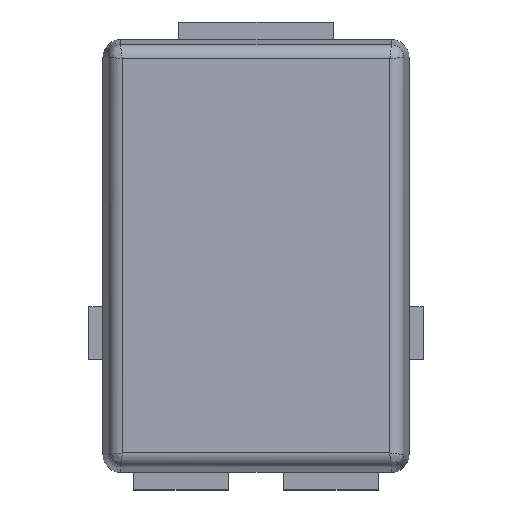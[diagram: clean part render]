
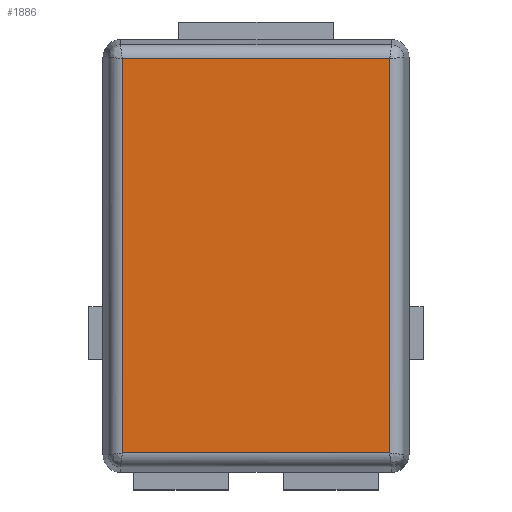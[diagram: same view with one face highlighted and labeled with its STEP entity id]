
A CAD part, top view. The second image highlights one B-rep face of the part: STEP entity #1886.
In plain terms, the highlighted planar face has unit normal (0, 0, 1).
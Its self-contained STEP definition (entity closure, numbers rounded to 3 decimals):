
#56 = DIRECTION ( 'NONE',  ( -1., 0., 0. ) ) ;
#78 = EDGE_CURVE ( 'NONE', #2221, #1566, #2070, .T. ) ;
#82 = CARTESIAN_POINT ( 'NONE',  ( -1.9, 4.3, 1.2 ) ) ;
#144 = EDGE_LOOP ( 'NONE', ( #2469, #1421, #870, #2208 ) ) ;
#177 = CARTESIAN_POINT ( 'NONE',  ( -1.925, 4.275, 1.2 ) ) ;
#275 = LINE ( 'NONE', #2202, #1777 ) ;
#299 = DIRECTION ( 'NONE',  ( 0., -1., 0. ) ) ;
#374 = CARTESIAN_POINT ( 'NONE',  ( 1.9, -1.325, 1.2 ) ) ;
#411 = DIRECTION ( 'NONE',  ( 0., 1., 0. ) ) ;
#507 = VECTOR ( 'NONE', #299, 1000. ) ;
#596 = LINE ( 'NONE', #2120, #2064 ) ;
#600 = CARTESIAN_POINT ( 'NONE',  ( -1.925, 4.3, 1.2 ) ) ;
#653 = LINE ( 'NONE', #82, #507 ) ;
#701 = AXIS2_PLACEMENT_3D ( 'NONE', #600, #1359, #2122 ) ;
#870 = ORIENTED_EDGE ( 'NONE', *, *, #2413, .T. ) ;
#1022 = VECTOR ( 'NONE', #56, 1000. ) ;
#1184 = CARTESIAN_POINT ( 'NONE',  ( -1.9, -1.325, 1.2 ) ) ;
#1266 = VERTEX_POINT ( 'NONE', #374 ) ;
#1359 = DIRECTION ( 'NONE',  ( 0., 0., 1. ) ) ;
#1421 = ORIENTED_EDGE ( 'NONE', *, *, #78, .T. ) ;
#1520 = FACE_OUTER_BOUND ( 'NONE', #144, .T. ) ;
#1566 = VERTEX_POINT ( 'NONE', #2021 ) ;
#1777 = VECTOR ( 'NONE', #2190, 1000. ) ;
#1886 = ADVANCED_FACE ( 'NONE', ( #1520 ), #2310, .T. ) ;
#2021 = CARTESIAN_POINT ( 'NONE',  ( -1.9, 4.275, 1.2 ) ) ;
#2064 = VECTOR ( 'NONE', #411, 1000. ) ;
#2070 = LINE ( 'NONE', #177, #1022 ) ;
#2120 = CARTESIAN_POINT ( 'NONE',  ( 1.9, 4.3, 1.2 ) ) ;
#2122 = DIRECTION ( 'NONE',  ( 1., 0., 0. ) ) ;
#2190 = DIRECTION ( 'NONE',  ( 1., 0., 0. ) ) ;
#2201 = VERTEX_POINT ( 'NONE', #1184 ) ;
#2202 = CARTESIAN_POINT ( 'NONE',  ( -1.925, -1.325, 1.2 ) ) ;
#2208 = ORIENTED_EDGE ( 'NONE', *, *, #2336, .T. ) ;
#2221 = VERTEX_POINT ( 'NONE', #2306 ) ;
#2228 = EDGE_CURVE ( 'NONE', #1266, #2221, #596, .T. ) ;
#2306 = CARTESIAN_POINT ( 'NONE',  ( 1.9, 4.275, 1.2 ) ) ;
#2310 = PLANE ( 'NONE',  #701 ) ;
#2336 = EDGE_CURVE ( 'NONE', #2201, #1266, #275, .T. ) ;
#2413 = EDGE_CURVE ( 'NONE', #1566, #2201, #653, .T. ) ;
#2469 = ORIENTED_EDGE ( 'NONE', *, *, #2228, .T. ) ;
